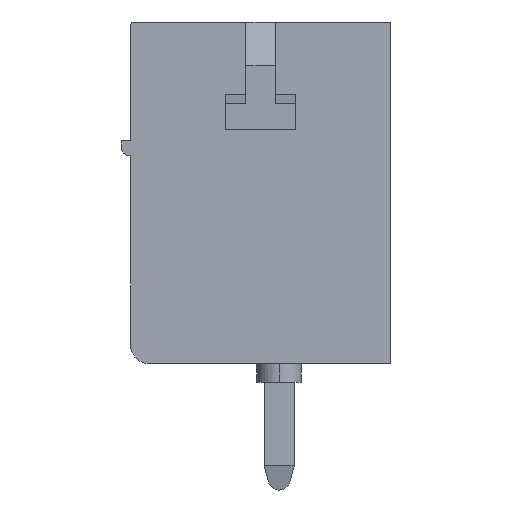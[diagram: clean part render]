
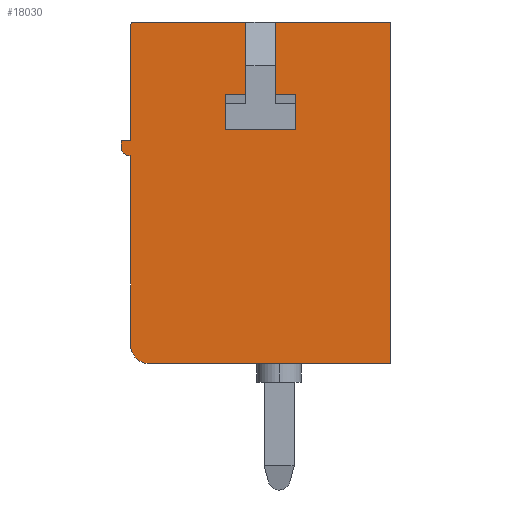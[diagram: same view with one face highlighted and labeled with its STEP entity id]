
A CAD part, left-side view. The second image highlights one B-rep face of the part: STEP entity #18030.
In plain terms, the highlighted face is planar.
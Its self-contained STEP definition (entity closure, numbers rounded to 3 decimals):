
#15500=CARTESIAN_POINT('',(-62.201,-2.817,
-0.175));
#15510=VERTEX_POINT('',#15500);
#15540=CARTESIAN_POINT('',(-62.201,2.421,
-0.175));
#15550=DIRECTION('',(0.,-1.,0.));
#15560=VECTOR('',#15550,1.);
#15570=LINE('',#15540,#15560);
#15580=CARTESIAN_POINT('',(-62.201,0.283,
-0.175));
#15590=VERTEX_POINT('',#15580);
#15600=EDGE_CURVE('',#15590,#15510,#15570,.T.);
#15660=CARTESIAN_POINT('',(-62.201,1.083,
-0.175));
#15670=VERTEX_POINT('',#15660);
#15700=CARTESIAN_POINT('',(-62.201,4.083,
-0.175));
#15710=VERTEX_POINT('',#15700);
#15720=EDGE_CURVE('',#15710,#15670,#15570,.T.);
#15990=CARTESIAN_POINT('',(-64.854,1.633,
-0.175));
#16000=VERTEX_POINT('',#15990);
#16050=CARTESIAN_POINT('',(-66.93,1.633,
-0.175));
#16060=DIRECTION('',(1.,0.,0.));
#16070=VECTOR('',#16060,1.);
#16080=LINE('',#16050,#16070);
#16090=CARTESIAN_POINT('',(-64.147,1.633,
-0.175));
#16100=VERTEX_POINT('',#16090);
#16110=EDGE_CURVE('',#16000,#16100,#16080,.T.);
#16550=CARTESIAN_POINT('',(-64.854,-0.267,
-0.175));
#16560=VERTEX_POINT('',#16550);
#16590=CARTESIAN_POINT('',(-64.854,2.421,
-0.175));
#16600=DIRECTION('',(0.,-1.,0.));
#16610=VECTOR('',#16600,1.);
#16620=LINE('',#16590,#16610);
#16630=EDGE_CURVE('',#16000,#16560,#16620,.T.);
#16750=CARTESIAN_POINT('',(-69.529,14.133,
-0.175));
#16760=DIRECTION('',(0.,0.,-1.));
#16770=DIRECTION('',(1.,0.,0.));
#16780=AXIS2_PLACEMENT_3D('',#16750,#16760,#16770);
#16790=PLANE('',#16780);
#16800=CARTESIAN_POINT('',(-66.93,-2.817,
-0.175));
#16810=DIRECTION('',(-1.,0.,0.));
#16820=VECTOR('',#16810,1.);
#16830=LINE('',#16800,#16820);
#16840=CARTESIAN_POINT('',(-71.401,-2.817,
-0.175));
#16850=VERTEX_POINT('',#16840);
#16860=EDGE_CURVE('',#15510,#16850,#16830,.T.);
#16870=ORIENTED_EDGE('',*,*,#16860,.F.);
#16880=CARTESIAN_POINT('',(-71.401,2.421,
-0.175));
#16890=DIRECTION('',(0.,1.,0.));
#16900=VECTOR('',#16890,1.);
#16910=LINE('',#16880,#16900);
#16920=CARTESIAN_POINT('',(-71.401,3.683,
-0.175));
#16930=VERTEX_POINT('',#16920);
#16940=EDGE_CURVE('',#16850,#16930,#16910,.T.);
#16950=ORIENTED_EDGE('',*,*,#16940,.F.);
#16960=CARTESIAN_POINT('',(-70.901,3.683,
-0.175));
#16970=DIRECTION('',(0.,0.,1.));
#16980=DIRECTION('',(1.,0.,0.));
#16990=AXIS2_PLACEMENT_3D('',#16960,#16970,#16980);
#17000=CIRCLE('',#16990,0.5);
#17010=CARTESIAN_POINT('',(-70.901,4.183,-0.175
));
#17020=VERTEX_POINT('',#17010);
#17030=EDGE_CURVE('',#17020,#16930,#17000,.T.);
#17040=ORIENTED_EDGE('',*,*,#17030,.T.);
#17050=CARTESIAN_POINT('',(-66.93,4.183,
-0.175));
#17060=DIRECTION('',(-1.,0.,0.));
#17070=VECTOR('',#17060,1.);
#17080=LINE('',#17050,#17070);
#17090=CARTESIAN_POINT('',(-65.801,4.183,
-0.175));
#17100=VERTEX_POINT('',#17090);
#17110=EDGE_CURVE('',#17100,#17020,#17080,.T.);
#17120=ORIENTED_EDGE('',*,*,#17110,.T.);
#17130=CARTESIAN_POINT('',(-65.801,2.421,
-0.175));
#17140=DIRECTION('',(0.,-1.,0.));
#17150=VECTOR('',#17140,1.);
#17160=LINE('',#17130,#17150);
#17170=CARTESIAN_POINT('',(-65.801,4.233,
-0.175));
#17180=VERTEX_POINT('',#17170);
#17190=EDGE_CURVE('',#17180,#17100,#17160,.T.);
#17200=ORIENTED_EDGE('',*,*,#17190,.T.);
#17210=CARTESIAN_POINT('',(-65.601,4.233,
-0.175));
#17220=DIRECTION('',(0.,0.,1.));
#17230=DIRECTION('',(1.,0.,0.));
#17240=AXIS2_PLACEMENT_3D('',#17210,#17220,#17230);
#17250=CIRCLE('',#17240,0.2);
#17260=CARTESIAN_POINT('',(-65.601,4.433,
-0.175));
#17270=VERTEX_POINT('',#17260);
#17280=EDGE_CURVE('',#17270,#17180,#17250,.T.);
#17290=ORIENTED_EDGE('',*,*,#17280,.T.);
#17300=CARTESIAN_POINT('',(-66.93,4.433,
-0.175));
#17310=DIRECTION('',(1.,0.,0.));
#17320=VECTOR('',#17310,1.);
#17330=LINE('',#17300,#17320);
#17340=CARTESIAN_POINT('',(-65.401,4.433,
-0.175));
#17350=VERTEX_POINT('',#17340);
#17360=EDGE_CURVE('',#17270,#17350,#17330,.T.);
#17370=ORIENTED_EDGE('',*,*,#17360,.F.);
#17380=CARTESIAN_POINT('',(-65.401,2.421,
-0.175));
#17390=DIRECTION('',(0.,1.,0.));
#17400=VECTOR('',#17390,1.);
#17410=LINE('',#17380,#17400);
#17420=CARTESIAN_POINT('',(-65.401,4.183,
-0.175));
#17430=VERTEX_POINT('',#17420);
#17440=EDGE_CURVE('',#17430,#17350,#17410,.T.);
#17450=ORIENTED_EDGE('',*,*,#17440,.T.);
#17460=CARTESIAN_POINT('',(-66.93,4.183,
-0.175));
#17470=DIRECTION('',(1.,0.,0.));
#17480=VECTOR('',#17470,1.);
#17490=LINE('',#17460,#17480);
#17500=CARTESIAN_POINT('',(-62.301,4.183,
-0.175));
#17510=VERTEX_POINT('',#17500);
#17520=EDGE_CURVE('',#17430,#17510,#17490,.T.);
#17530=ORIENTED_EDGE('',*,*,#17520,.F.);
#17540=CARTESIAN_POINT('',(-62.301,4.083,
-0.175));
#17550=DIRECTION('',(0.,0.,1.));
#17560=DIRECTION('',(1.,0.,0.));
#17570=AXIS2_PLACEMENT_3D('',#17540,#17550,#17560);
#17580=CIRCLE('',#17570,0.1);
#17590=EDGE_CURVE('',#15710,#17510,#17580,.T.);
#17600=ORIENTED_EDGE('',*,*,#17590,.T.);
#17610=ORIENTED_EDGE('',*,*,#15720,.F.);
#17620=CARTESIAN_POINT('',(-66.93,1.083,
-0.175));
#17630=DIRECTION('',(-1.,0.,0.));
#17640=VECTOR('',#17630,1.);
#17650=LINE('',#17620,#17640);
#17660=CARTESIAN_POINT('',(-64.147,1.083,
-0.175));
#17670=VERTEX_POINT('',#17660);
#17680=EDGE_CURVE('',#15670,#17670,#17650,.T.);
#17690=ORIENTED_EDGE('',*,*,#17680,.F.);
#17700=CARTESIAN_POINT('',(-64.147,2.421,
-0.175));
#17710=DIRECTION('',(0.,1.,0.));
#17720=VECTOR('',#17710,1.);
#17730=LINE('',#17700,#17720);
#17740=EDGE_CURVE('',#17670,#16100,#17730,.T.);
#17750=ORIENTED_EDGE('',*,*,#17740,.F.);
#17760=ORIENTED_EDGE('',*,*,#16110,.T.);
#17770=ORIENTED_EDGE('',*,*,#16630,.F.);
#17780=CARTESIAN_POINT('',(-66.93,-0.267,
-0.175));
#17790=DIRECTION('',(1.,0.,0.));
#17800=VECTOR('',#17790,1.);
#17810=LINE('',#17780,#17800);
#17820=CARTESIAN_POINT('',(-64.147,-0.267,
-0.175));
#17830=VERTEX_POINT('',#17820);
#17840=EDGE_CURVE('',#16560,#17830,#17810,.T.);
#17850=ORIENTED_EDGE('',*,*,#17840,.F.);
#17860=CARTESIAN_POINT('',(-64.147,2.421,
-0.175));
#17870=DIRECTION('',(0.,1.,0.));
#17880=VECTOR('',#17870,1.);
#17890=LINE('',#17860,#17880);
#17900=CARTESIAN_POINT('',(-64.147,0.283,
-0.175));
#17910=VERTEX_POINT('',#17900);
#17920=EDGE_CURVE('',#17830,#17910,#17890,.T.);
#17930=ORIENTED_EDGE('',*,*,#17920,.F.);
#17940=CARTESIAN_POINT('',(-66.93,0.283,
-0.175));
#17950=DIRECTION('',(1.,0.,0.));
#17960=VECTOR('',#17950,1.);
#17970=LINE('',#17940,#17960);
#17980=EDGE_CURVE('',#17910,#15590,#17970,.T.);
#17990=ORIENTED_EDGE('',*,*,#17980,.F.);
#18000=ORIENTED_EDGE('',*,*,#15600,.F.);
#18010=EDGE_LOOP('',(#18000,#17990,#17930,#17850,#17770,#17760,#17750,
#17690,#17610,#17600,#17530,#17450,#17370,#17290,#17200,#17120,#17040,
#16950,#16870));
#18020=FACE_OUTER_BOUND('',#18010,.T.);
#18030=ADVANCED_FACE('',(#18020),#16790,.F.);
